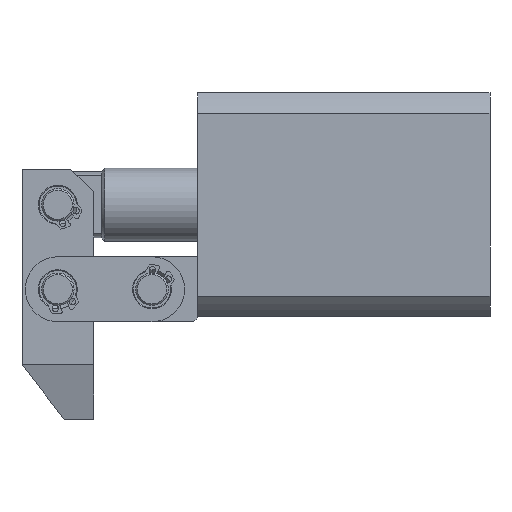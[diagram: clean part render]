
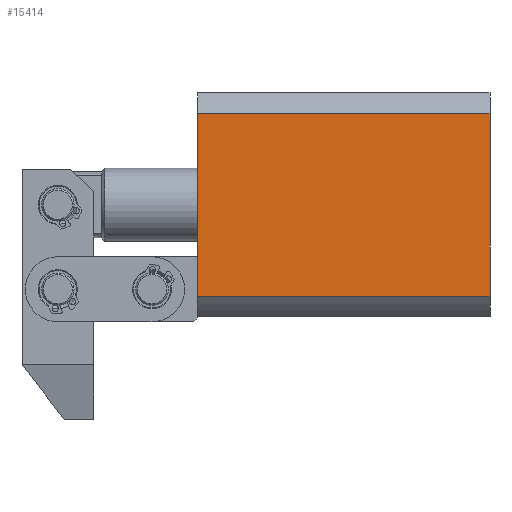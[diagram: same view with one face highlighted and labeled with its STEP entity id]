
A CAD part, left-side view. The second image highlights one B-rep face of the part: STEP entity #15414.
In plain terms, the highlighted planar face has unit normal (-1, 0, 0).
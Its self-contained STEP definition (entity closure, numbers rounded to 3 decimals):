
#256 = EDGE_CURVE ( 'NONE', #4445, #18647, #18078, .T. ) ;
#3457 = PLANE ( 'NONE',  #25631 ) ;
#4086 = DIRECTION ( 'NONE',  ( 0., 0., -1. ) ) ;
#4100 = VERTEX_POINT ( 'NONE', #11697 ) ;
#4424 = CARTESIAN_POINT ( 'NONE',  ( -31.669, -42.184, -28.327 ) ) ;
#4445 = VERTEX_POINT ( 'NONE', #24535 ) ;
#4545 = EDGE_CURVE ( 'NONE', #13628, #4445, #19529, .T. ) ;
#4713 = ORIENTED_EDGE ( 'NONE', *, *, #256, .T. ) ;
#5648 = CARTESIAN_POINT ( 'NONE',  ( -31.669, -42.184, -28.327 ) ) ;
#6597 = FACE_OUTER_BOUND ( 'NONE', #9160, .T. ) ;
#7729 = DIRECTION ( 'NONE',  ( 0., 0., 1. ) ) ;
#8627 = VECTOR ( 'NONE', #18775, 1000. ) ;
#9160 = EDGE_LOOP ( 'NONE', ( #17769, #21891, #19152, #4713 ) ) ;
#11659 = EDGE_CURVE ( 'NONE', #18647, #4100, #12584, .T. ) ;
#11697 = CARTESIAN_POINT ( 'NONE',  ( -31.669, 47.816, 27.923 ) ) ;
#12128 = CARTESIAN_POINT ( 'NONE',  ( -31.669, -42.184, 27.923 ) ) ;
#12584 = LINE ( 'NONE', #14399, #18696 ) ;
#12609 = VECTOR ( 'NONE', #17085, 1000. ) ;
#12950 = CARTESIAN_POINT ( 'NONE',  ( -31.669, -42.184, -28.327 ) ) ;
#13628 = VERTEX_POINT ( 'NONE', #16440 ) ;
#14399 = CARTESIAN_POINT ( 'NONE',  ( -31.669, -42.184, 27.923 ) ) ;
#15414 = ADVANCED_FACE ( 'NONE', ( #6597 ), #3457, .T. ) ;
#16137 = VECTOR ( 'NONE', #4086, 1000. ) ;
#16440 = CARTESIAN_POINT ( 'NONE',  ( -31.669, 47.816, -28.327 ) ) ;
#16492 = DIRECTION ( 'NONE',  ( 0., 1., 0. ) ) ;
#16760 = LINE ( 'NONE', #20441, #16137 ) ;
#17085 = DIRECTION ( 'NONE',  ( 0., 0., 1. ) ) ;
#17769 = ORIENTED_EDGE ( 'NONE', *, *, #11659, .T. ) ;
#18078 = LINE ( 'NONE', #12950, #12609 ) ;
#18647 = VERTEX_POINT ( 'NONE', #12128 ) ;
#18696 = VECTOR ( 'NONE', #16492, 1000. ) ;
#18775 = DIRECTION ( 'NONE',  ( 0., -1., 0. ) ) ;
#19152 = ORIENTED_EDGE ( 'NONE', *, *, #4545, .T. ) ;
#19529 = LINE ( 'NONE', #4424, #8627 ) ;
#19970 = DIRECTION ( 'NONE',  ( -1., 0., 0. ) ) ;
#20441 = CARTESIAN_POINT ( 'NONE',  ( -31.669, 47.816, -28.327 ) ) ;
#21124 = EDGE_CURVE ( 'NONE', #4100, #13628, #16760, .T. ) ;
#21891 = ORIENTED_EDGE ( 'NONE', *, *, #21124, .T. ) ;
#24535 = CARTESIAN_POINT ( 'NONE',  ( -31.669, -42.184, -28.327 ) ) ;
#25631 = AXIS2_PLACEMENT_3D ( 'NONE', #5648, #19970, #7729 ) ;
